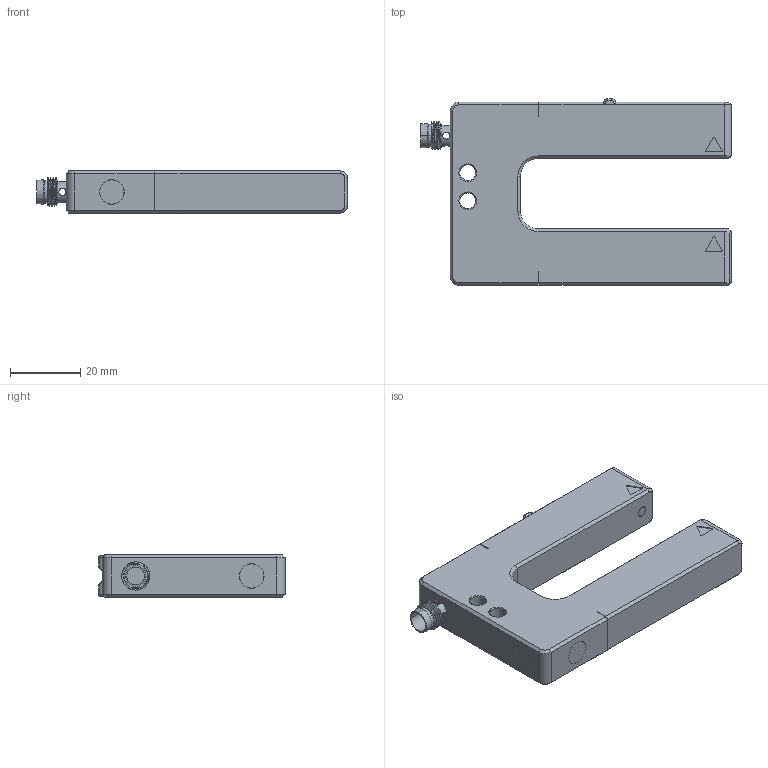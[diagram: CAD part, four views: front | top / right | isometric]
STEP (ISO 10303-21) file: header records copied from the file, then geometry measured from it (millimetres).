
FILE_DESCRIPTION((''),'2;1');
FILE_NAME('137649_SM01_ASM','2022-03-28T09:06:21',('PDMAdmin'),('BANNER ENGINEERING'),'CREO PARAMETRIC BY PTC INC, 2019292','CREO PARAMETRIC BY PTC INC, 2019292','');
FILE_SCHEMA(('CONFIG_CONTROL_DESIGN'));
Length unit declared in the file: millimetre
Products named in the file (2): 137649_EP01; 137649_SM01_ASM
Assembly tree (1 placements, depth 2):
  137649_SM01_ASM
    137649_EP01
Bounding box: 88.42 x 53 x 12 mm (x, y, z)
Volume: 35007.6 mm3; surface area: 11065.5 mm2
Topology: 1 solids, 1 shells, 245 faces, 595 edges, 376 vertices
Faces by surface type: plane 115, cylinder 90, cone 28, torus 6, bspline 6
Entity records: 10194 total; most frequent: CARTESIAN_POINT 4371, ORIENTED_EDGE 1190, DIRECTION 1183, EDGE_CURVE 595, AXIS2_PLACEMENT_3D 414, VERTEX_POINT 376, VECTOR 355, LINE 355
